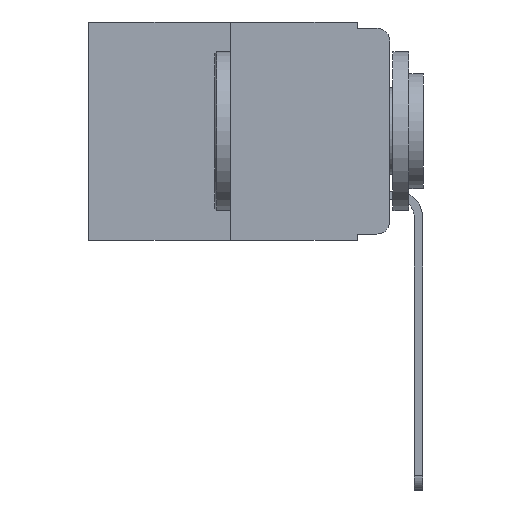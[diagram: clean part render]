
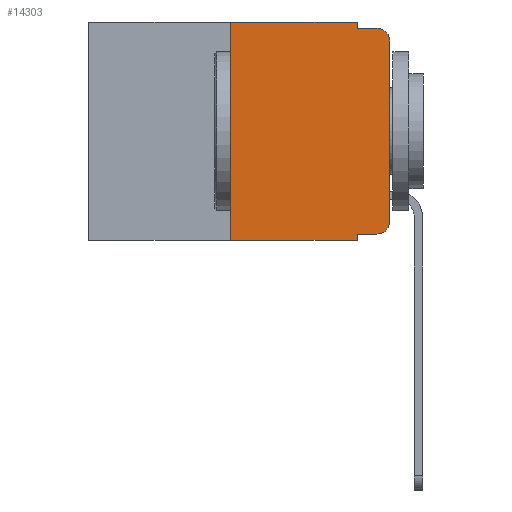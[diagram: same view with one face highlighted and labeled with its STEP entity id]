
A CAD part, left-side view. The second image highlights one B-rep face of the part: STEP entity #14303.
In plain terms, the highlighted planar face has unit normal (-1, 0, 0).
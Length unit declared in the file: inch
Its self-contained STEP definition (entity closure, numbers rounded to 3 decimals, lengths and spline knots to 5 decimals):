
#214 = ORIENTED_EDGE ( 'NONE', *, *, #13397, .T. ) ;
#384 = ORIENTED_EDGE ( 'NONE', *, *, #20631, .F. ) ;
#453 = CARTESIAN_POINT ( 'NONE',  ( 0., 0.02, -0.01 ) ) ;
#583 = DIRECTION ( 'NONE',  ( 0., 0., -1. ) ) ;
#595 = VECTOR ( 'NONE', #13139, 39.37008 ) ;
#698 = VERTEX_POINT ( 'NONE', #21366 ) ;
#1474 = EDGE_CURVE ( 'NONE', #19675, #19177, #2920, .T. ) ;
#1863 = DIRECTION ( 'NONE',  ( 0., -1., 0. ) ) ;
#2411 = CARTESIAN_POINT ( 'NONE',  ( 0., 0.473, 0. ) ) ;
#2920 = LINE ( 'NONE', #15941, #7386 ) ;
#2944 = LINE ( 'NONE', #5807, #21431 ) ;
#3150 = ORIENTED_EDGE ( 'NONE', *, *, #18612, .T. ) ;
#3400 = CARTESIAN_POINT ( 'NONE',  ( 0., 0.25, -0.343 ) ) ;
#3825 = CARTESIAN_POINT ( 'NONE',  ( 0., 0.051, -0.333 ) ) ;
#4198 = CARTESIAN_POINT ( 'NONE',  ( 0., 0.02, -0.333 ) ) ;
#4528 = CIRCLE ( 'NONE', #13585, 0.02 ) ;
#4649 = VERTEX_POINT ( 'NONE', #5035 ) ;
#4677 = DIRECTION ( 'NONE',  ( 0., -1., 0. ) ) ;
#5035 = CARTESIAN_POINT ( 'NONE',  ( 0., 0.051, -0.01 ) ) ;
#5324 = VERTEX_POINT ( 'NONE', #12696 ) ;
#5573 = DIRECTION ( 'NONE',  ( 0., 0., -1. ) ) ;
#5687 = DIRECTION ( 'NONE',  ( 1., 0., 0. ) ) ;
#5772 = LINE ( 'NONE', #7181, #15891 ) ;
#5807 = CARTESIAN_POINT ( 'NONE',  ( 0., 0.051, -0.333 ) ) ;
#5840 = DIRECTION ( 'NONE',  ( -1., 0., 0. ) ) ;
#5922 = CARTESIAN_POINT ( 'NONE',  ( 0., 0.02, -0.03 ) ) ;
#6042 = AXIS2_PLACEMENT_3D ( 'NONE', #2411, #5687, #9246 ) ;
#6075 = DIRECTION ( 'NONE',  ( -1., 0., 0. ) ) ;
#6130 = ORIENTED_EDGE ( 'NONE', *, *, #1474, .T. ) ;
#6197 = VERTEX_POINT ( 'NONE', #14785 ) ;
#6617 = EDGE_CURVE ( 'NONE', #14332, #6827, #15568, .T. ) ;
#6827 = VERTEX_POINT ( 'NONE', #22296 ) ;
#7181 = CARTESIAN_POINT ( 'NONE',  ( 0., 0., 0. ) ) ;
#7386 = VECTOR ( 'NONE', #10565, 39.37008 ) ;
#7452 = VERTEX_POINT ( 'NONE', #453 ) ;
#7770 = EDGE_CURVE ( 'NONE', #4649, #7452, #22741, .T. ) ;
#8433 = LINE ( 'NONE', #11247, #20215 ) ;
#8679 = EDGE_CURVE ( 'NONE', #698, #5324, #14895, .T. ) ;
#9246 = DIRECTION ( 'NONE',  ( 0., 0., -1. ) ) ;
#9312 = LINE ( 'NONE', #13062, #595 ) ;
#9370 = CARTESIAN_POINT ( 'NONE',  ( 0., 0.051, -0.343 ) ) ;
#9808 = EDGE_CURVE ( 'NONE', #14259, #19177, #15105, .T. ) ;
#10565 = DIRECTION ( 'NONE',  ( 0., -1., 0. ) ) ;
#10819 = CARTESIAN_POINT ( 'NONE',  ( 0., 0.473, 0. ) ) ;
#11008 = VECTOR ( 'NONE', #1863, 39.37008 ) ;
#11238 = DIRECTION ( 'NONE',  ( 0., -1., 0. ) ) ;
#11247 = CARTESIAN_POINT ( 'NONE',  ( 0., 0.051, 0. ) ) ;
#12434 = ORIENTED_EDGE ( 'NONE', *, *, #20389, .F. ) ;
#12696 = CARTESIAN_POINT ( 'NONE',  ( 0., 0.051, 0. ) ) ;
#13043 = DIRECTION ( 'NONE',  ( 0., 0., -1. ) ) ;
#13062 = CARTESIAN_POINT ( 'NONE',  ( 0., 0.25, 0. ) ) ;
#13097 = DIRECTION ( 'NONE',  ( 0., 0., -1. ) ) ;
#13106 = ORIENTED_EDGE ( 'NONE', *, *, #14962, .T. ) ;
#13139 = DIRECTION ( 'NONE',  ( 0., 0., 1. ) ) ;
#13397 = EDGE_CURVE ( 'NONE', #14259, #14332, #2944, .T. ) ;
#13564 = ORIENTED_EDGE ( 'NONE', *, *, #7770, .F. ) ;
#13585 = AXIS2_PLACEMENT_3D ( 'NONE', #5922, #5840, #583 ) ;
#14259 = VERTEX_POINT ( 'NONE', #3825 ) ;
#14303 = ADVANCED_FACE ( 'NONE', ( #18876 ), #20256, .F. ) ;
#14332 = VERTEX_POINT ( 'NONE', #4198 ) ;
#14785 = CARTESIAN_POINT ( 'NONE',  ( 0., 0., -0.03 ) ) ;
#14810 = EDGE_LOOP ( 'NONE', ( #3150, #13106, #13564, #384, #22821, #12434, #6130, #14813, #214, #21439 ) ) ;
#14813 = ORIENTED_EDGE ( 'NONE', *, *, #9808, .F. ) ;
#14878 = CARTESIAN_POINT ( 'NONE',  ( 0., 0.051, 0. ) ) ;
#14895 = LINE ( 'NONE', #10819, #11008 ) ;
#14962 = EDGE_CURVE ( 'NONE', #6197, #7452, #4528, .T. ) ;
#15105 = LINE ( 'NONE', #14878, #22105 ) ;
#15568 = CIRCLE ( 'NONE', #17347, 0.02 ) ;
#15891 = VECTOR ( 'NONE', #19806, 39.37008 ) ;
#15941 = CARTESIAN_POINT ( 'NONE',  ( 0., 0.473, -0.343 ) ) ;
#17347 = AXIS2_PLACEMENT_3D ( 'NONE', #17946, #6075, #5573 ) ;
#17380 = CARTESIAN_POINT ( 'NONE',  ( 0., 0.051, -0.01 ) ) ;
#17946 = CARTESIAN_POINT ( 'NONE',  ( 0., 0.02, -0.313 ) ) ;
#18612 = EDGE_CURVE ( 'NONE', #6827, #6197, #5772, .T. ) ;
#18876 = FACE_OUTER_BOUND ( 'NONE', #14810, .T. ) ;
#19177 = VERTEX_POINT ( 'NONE', #9370 ) ;
#19675 = VERTEX_POINT ( 'NONE', #3400 ) ;
#19704 = VECTOR ( 'NONE', #4677, 39.37008 ) ;
#19806 = DIRECTION ( 'NONE',  ( 0., 0., 1. ) ) ;
#20215 = VECTOR ( 'NONE', #13043, 39.37008 ) ;
#20256 = PLANE ( 'NONE',  #6042 ) ;
#20389 = EDGE_CURVE ( 'NONE', #19675, #698, #9312, .T. ) ;
#20631 = EDGE_CURVE ( 'NONE', #5324, #4649, #8433, .T. ) ;
#21366 = CARTESIAN_POINT ( 'NONE',  ( 0., 0.25, 0. ) ) ;
#21431 = VECTOR ( 'NONE', #11238, 39.37008 ) ;
#21439 = ORIENTED_EDGE ( 'NONE', *, *, #6617, .T. ) ;
#22105 = VECTOR ( 'NONE', #13097, 39.37008 ) ;
#22296 = CARTESIAN_POINT ( 'NONE',  ( 0., 0., -0.313 ) ) ;
#22741 = LINE ( 'NONE', #17380, #19704 ) ;
#22821 = ORIENTED_EDGE ( 'NONE', *, *, #8679, .F. ) ;
